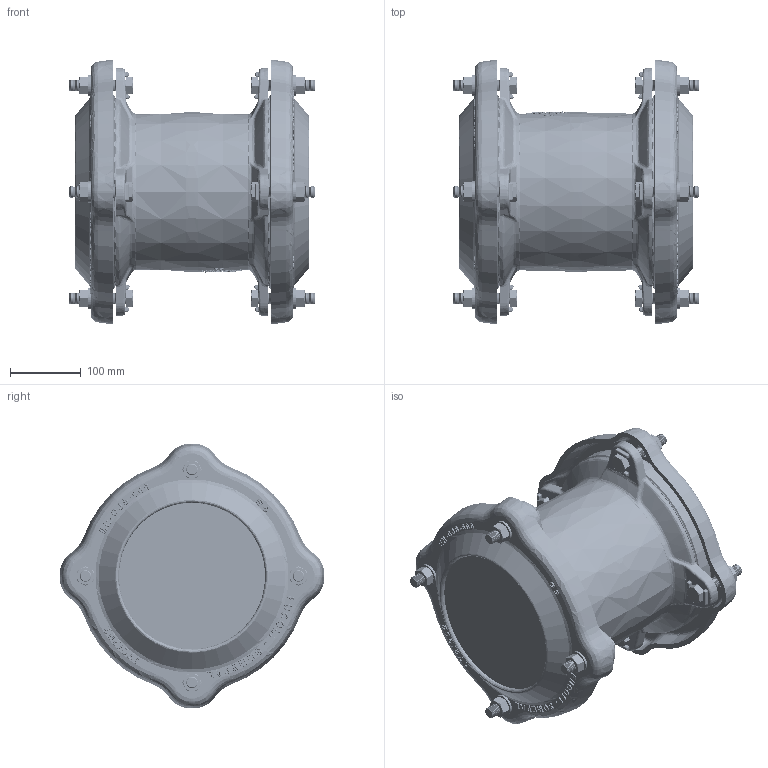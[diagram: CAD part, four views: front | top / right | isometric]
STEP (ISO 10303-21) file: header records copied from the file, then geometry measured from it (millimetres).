
FILE_DESCRIPTION (( 'STEP AP214' ), '1' );
FILE_NAME ('Junta Multimateriais GFIX_MED 172-202.STEP', '2014-09-15T14:32:35', ( '' ), ( '' ), 'SwSTEP 2.0', 'SolidWorks 2014', '' );
FILE_SCHEMA (( 'AUTOMOTIVE_DESIGN' ));
Length unit declared in the file: millimetre
Products named in the file (1): Junta Multimateriais GFIX_MED 172-202
Bounding box: 347.34 x 373.11 x 373.11 mm (x, y, z)
Volume: 15723191.4 mm3; surface area: 733431.9 mm2
Topology: 25 solids, 25 shells, 7023 faces, 17579 edges, 10752 vertices
Faces by surface type: cone 2567, bspline 2392, cylinder 1188, plane 876
Entity records: 399780 total; most frequent: CARTESIAN_POINT 248970, ORIENTED_EDGE 35110, DIRECTION 26131, EDGE_CURVE 17555, VERTEX_POINT 10752, AXIS2_PLACEMENT_3D 10498, EDGE_LOOP 7257, ADVANCED_FACE 7023
